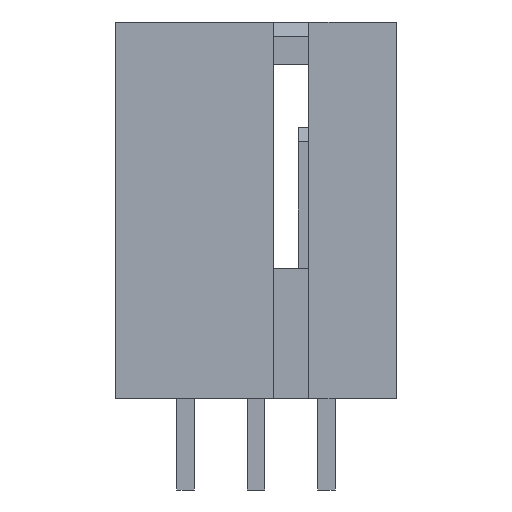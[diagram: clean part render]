
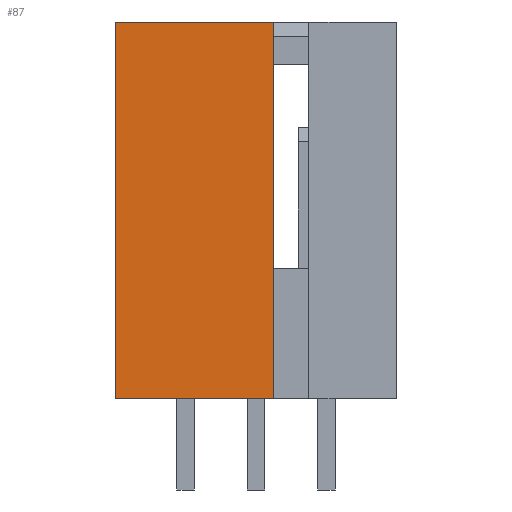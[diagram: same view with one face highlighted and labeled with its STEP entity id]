
A CAD part, front view. The second image highlights one B-rep face of the part: STEP entity #87.
In plain terms, the highlighted planar face has unit normal (0, -1, 0).
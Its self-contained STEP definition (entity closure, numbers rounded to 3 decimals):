
#87=ADVANCED_FACE('',(#185),#186,.T.);
#185=FACE_OUTER_BOUND('',#361,.T.);
#186=PLANE('',#362);
#361=EDGE_LOOP('',(#626,#627,#628,#629));
#362=AXIS2_PLACEMENT_3D('',#630,#631,#632);
#626=ORIENTED_EDGE('',*,*,#1249,.F.);
#627=ORIENTED_EDGE('',*,*,#1225,.T.);
#628=ORIENTED_EDGE('',*,*,#1282,.T.);
#629=ORIENTED_EDGE('',*,*,#1283,.T.);
#630=CARTESIAN_POINT('',(-5.08,-2.54,0.0));
#631=DIRECTION('',(0.0,-1.0,0.0));
#632=DIRECTION('',(0.0,0.0,-1.0));
#1225=EDGE_CURVE('',#1457,#1455,#1458,.T.);
#1249=EDGE_CURVE('',#1457,#1501,#1502,.T.);
#1282=EDGE_CURVE('',#1455,#1560,#1561,.T.);
#1283=EDGE_CURVE('',#1560,#1501,#1562,.T.);
#1455=VERTEX_POINT('',#1832);
#1457=VERTEX_POINT('',#1835);
#1458=LINE('',#1836,#1837);
#1501=VERTEX_POINT('',#1903);
#1502=LINE('',#1904,#1905);
#1560=VERTEX_POINT('',#1995);
#1561=LINE('',#1996,#1997);
#1562=LINE('',#1998,#1999);
#1832=CARTESIAN_POINT('',(-5.08,-2.54,-13.589));
#1835=CARTESIAN_POINT('',(-5.08,-2.54,0.0));
#1836=CARTESIAN_POINT('',(-5.08,-2.54,0.0));
#1837=VECTOR('',#2423,13.589);
#1903=CARTESIAN_POINT('',(0.635,-2.54,0.0));
#1904=CARTESIAN_POINT('',(-5.08,-2.54,0.0));
#1905=VECTOR('',#2447,5.715);
#1995=CARTESIAN_POINT('',(0.635,-2.54,-13.589));
#1996=CARTESIAN_POINT('',(-5.08,-2.54,-13.589));
#1997=VECTOR('',#2480,5.715);
#1998=CARTESIAN_POINT('',(0.635,-2.54,-13.589));
#1999=VECTOR('',#2481,13.589);
#2423=DIRECTION('',(0.0,0.0,-1.0));
#2447=DIRECTION('',(1.0,0.0,0.0));
#2480=DIRECTION('',(1.0,0.0,0.0));
#2481=DIRECTION('',(0.0,0.0,1.0));
